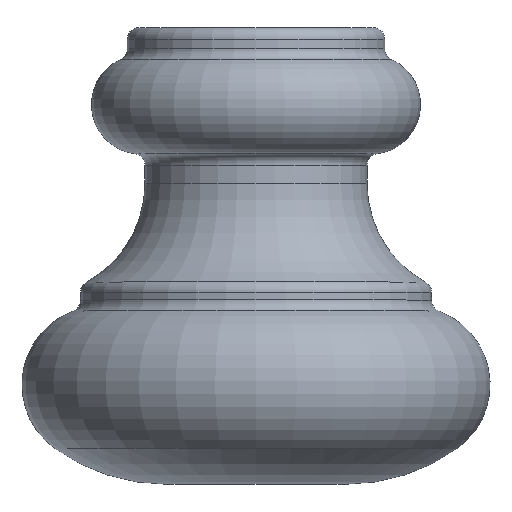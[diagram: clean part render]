
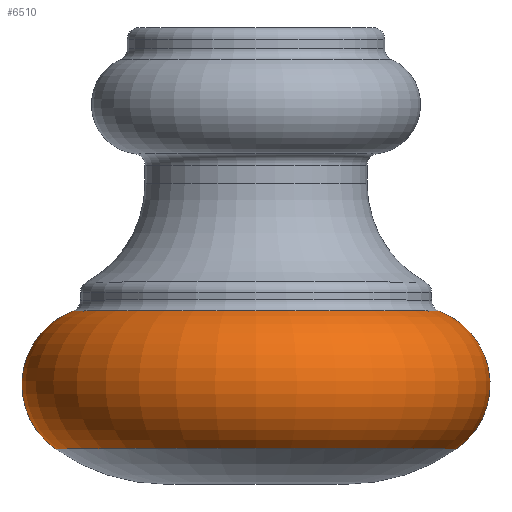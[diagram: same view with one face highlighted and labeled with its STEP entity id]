
A CAD part, top view. The second image highlights one B-rep face of the part: STEP entity #6510.
In plain terms, the highlighted toroidal (fillet/blend) face has major radius 13.286 mm and minor radius 6.714 mm.
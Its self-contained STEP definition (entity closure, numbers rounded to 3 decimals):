
#503 = CARTESIAN_POINT ( 'NONE',  ( 15.648, 14.793, 0. ) ) ;
#638 = CARTESIAN_POINT ( 'NONE',  ( 13.286, 8.509, 0. ) ) ;
#673 = CARTESIAN_POINT ( 'NONE',  ( -15.648, 14.793, 0. ) ) ;
#687 = AXIS2_PLACEMENT_3D ( 'NONE', #8834, #4584, #1287 ) ;
#749 = VERTEX_POINT ( 'NONE', #9187 ) ;
#939 = ORIENTED_EDGE ( 'NONE', *, *, #4022, .T. ) ;
#951 = DIRECTION ( 'NONE',  ( 0., -1., 0. ) ) ;
#1028 = EDGE_CURVE ( 'NONE', #749, #2925, #2191, .T. ) ;
#1287 = DIRECTION ( 'NONE',  ( -1., 0., 0. ) ) ;
#2191 = CIRCLE ( 'NONE', #4238, 6.714 ) ;
#2218 = ORIENTED_EDGE ( 'NONE', *, *, #7345, .T. ) ;
#2482 = EDGE_LOOP ( 'NONE', ( #2218, #939, #4037, #7095 ) ) ;
#2925 = VERTEX_POINT ( 'NONE', #673 ) ;
#2928 = DIRECTION ( 'NONE',  ( -1., 0., 0. ) ) ;
#2984 = VERTEX_POINT ( 'NONE', #503 ) ;
#3246 = DIRECTION ( 'NONE',  ( 0., 0., -1. ) ) ;
#3263 = DIRECTION ( 'NONE',  ( 0., 0., 1. ) ) ;
#3307 = CIRCLE ( 'NONE', #9646, 15.648 ) ;
#3323 = AXIS2_PLACEMENT_3D ( 'NONE', #638, #3263, #4859 ) ;
#4022 = EDGE_CURVE ( 'NONE', #5965, #2984, #5454, .T. ) ;
#4037 = ORIENTED_EDGE ( 'NONE', *, *, #6716, .T. ) ;
#4106 = TOROIDAL_SURFACE ( 'NONE', #687, 13.286, 6.714 ) ;
#4238 = AXIS2_PLACEMENT_3D ( 'NONE', #9158, #3246, #10087 ) ;
#4351 = CARTESIAN_POINT ( 'NONE',  ( 0., 14.793, 0. ) ) ;
#4584 = DIRECTION ( 'NONE',  ( 0., 1., 0. ) ) ;
#4589 = DIRECTION ( 'NONE',  ( 0., 1., 0. ) ) ;
#4859 = DIRECTION ( 'NONE',  ( 1., 0., 0. ) ) ;
#5181 = CARTESIAN_POINT ( 'NONE',  ( 17.174, 3.036, 0. ) ) ;
#5454 = CIRCLE ( 'NONE', #3323, 6.714 ) ;
#5965 = VERTEX_POINT ( 'NONE', #5181 ) ;
#6510 = ADVANCED_FACE ( 'NONE', ( #9542 ), #4106, .T. ) ;
#6716 = EDGE_CURVE ( 'NONE', #2984, #2925, #3307, .T. ) ;
#7095 = ORIENTED_EDGE ( 'NONE', *, *, #1028, .F. ) ;
#7345 = EDGE_CURVE ( 'NONE', #749, #5965, #10744, .T. ) ;
#8643 = AXIS2_PLACEMENT_3D ( 'NONE', #10621, #4589, #2928 ) ;
#8834 = CARTESIAN_POINT ( 'NONE',  ( 0., 8.509, 0. ) ) ;
#9158 = CARTESIAN_POINT ( 'NONE',  ( -13.286, 8.509, 0. ) ) ;
#9187 = CARTESIAN_POINT ( 'NONE',  ( -17.174, 3.036, 0. ) ) ;
#9542 = FACE_OUTER_BOUND ( 'NONE', #2482, .T. ) ;
#9646 = AXIS2_PLACEMENT_3D ( 'NONE', #4351, #951, #10319 ) ;
#10087 = DIRECTION ( 'NONE',  ( -1., 0., 0. ) ) ;
#10319 = DIRECTION ( 'NONE',  ( 1., 0., 0. ) ) ;
#10621 = CARTESIAN_POINT ( 'NONE',  ( 0., 3.036, 0. ) ) ;
#10744 = CIRCLE ( 'NONE', #8643, 17.174 ) ;
